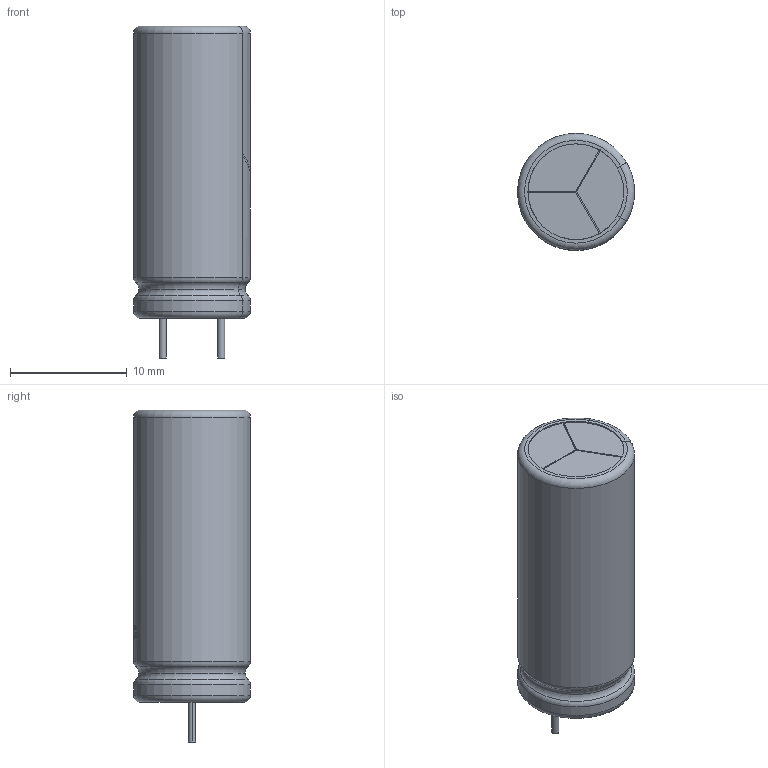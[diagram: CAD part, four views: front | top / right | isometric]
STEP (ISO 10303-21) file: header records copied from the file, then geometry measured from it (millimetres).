
FILE_DESCRIPTION (( 'STEP AP214' ), '1' );
FILE_NAME ('CAP-TH_BD10.0-P5.00-D0.6-FD.step', '2022-07-01T06:59:11', ( '' ), ( '' ), 'SwSTEP 2.0', 'SolidWorks 2020', '' );
FILE_SCHEMA (( 'AUTOMOTIVE_DESIGN' ));
Length unit declared in the file: millimetre
Products named in the file (1): CAP-TH_BD10.0-P5.00-D0.6-FD
Bounding box: 10.01 x 10 x 28.41 mm (x, y, z)
Volume: 1937.1 mm3; surface area: 952.7 mm2
Topology: 1 solids, 1 shells, 283 faces, 777 edges, 518 vertices
Faces by surface type: plane 129, bspline 98, cylinder 39, torus 17
Entity records: 13415 total; most frequent: CARTESIAN_POINT 4562, ORIENTED_EDGE 1554, DIRECTION 801, EDGE_CURVE 777, VERTEX_POINT 518, EDGE_LOOP 305, ADVANCED_FACE 283, FACE_OUTER_BOUND 283
